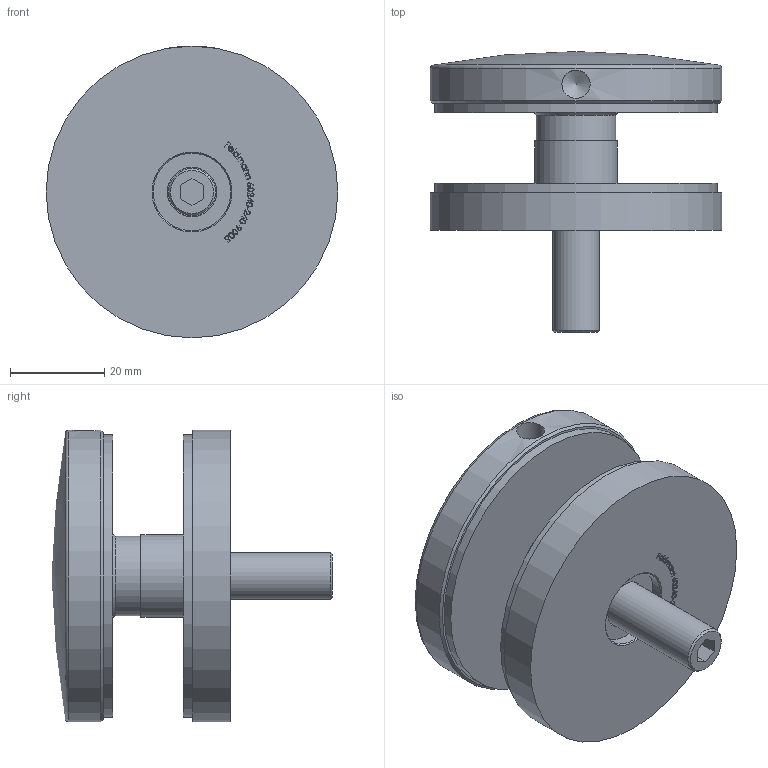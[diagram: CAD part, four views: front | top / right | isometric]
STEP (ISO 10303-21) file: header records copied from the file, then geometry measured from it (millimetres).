
FILE_DESCRIPTION (( 'STEP AP203' ), '1' );
FILE_NAME ('60240-240-9005.STEP', '2025-08-18T13:30:05', ( '' ), ( '' ), 'SwSTEP 2.0', 'SolidWorks 2018', '' );
FILE_SCHEMA (( 'CONFIG_CONTROL_DESIGN' ));
Length unit declared in the file: millimetre
Products named in the file (7): 60240-240-9005 Teil1_60240-240-9005 Teil1; 60240-240-9005 Teil3_60240-240-9005 Teil3; 60240-240-9005 Teil5_60240-240-9005 Teil5; 60240-240-9005 Teil2_60240-240-9005 Teil2; 60240-240-9005; 60240-240-9005 Teil4_60240-240-9005 Teil4; DIN913 M10x55_DIN913 M10x55
Assembly tree (6 placements, depth 2):
  60240-240-9005
    60240-240-9005 Teil1_60240-240-9005 Teil1
    60240-240-9005 Teil2_60240-240-9005 Teil2
    60240-240-9005 Teil3_60240-240-9005 Teil3
    60240-240-9005 Teil4_60240-240-9005 Teil4
    DIN913 M10x55_DIN913 M10x55
    60240-240-9005 Teil5_60240-240-9005 Teil5
Bounding box: 62 x 59.7 x 62 mm (x, y, z)
Volume: 68734.1 mm3; surface area: 31422.2 mm2
Topology: 6 solids, 6 shells, 326 faces, 819 edges, 543 vertices
Faces by surface type: plane 167, bspline 131, cylinder 15, cone 11, sphere 1, torus 1
Full cylindrical faces by diameter (mm): 6 x1, 8.5 x1, 10 x1, 10.5 x3, 14 x2, 16.5 x1, 17 x1, 17.5 x1, 60 x2, 62 x2
Entity records: 18310 total; most frequent: CARTESIAN_POINT 10742, ORIENTED_EDGE 1574, DIRECTION 971, EDGE_CURVE 787, VERTEX_POINT 538, LINE 485, VECTOR 485, EDGE_LOOP 399
